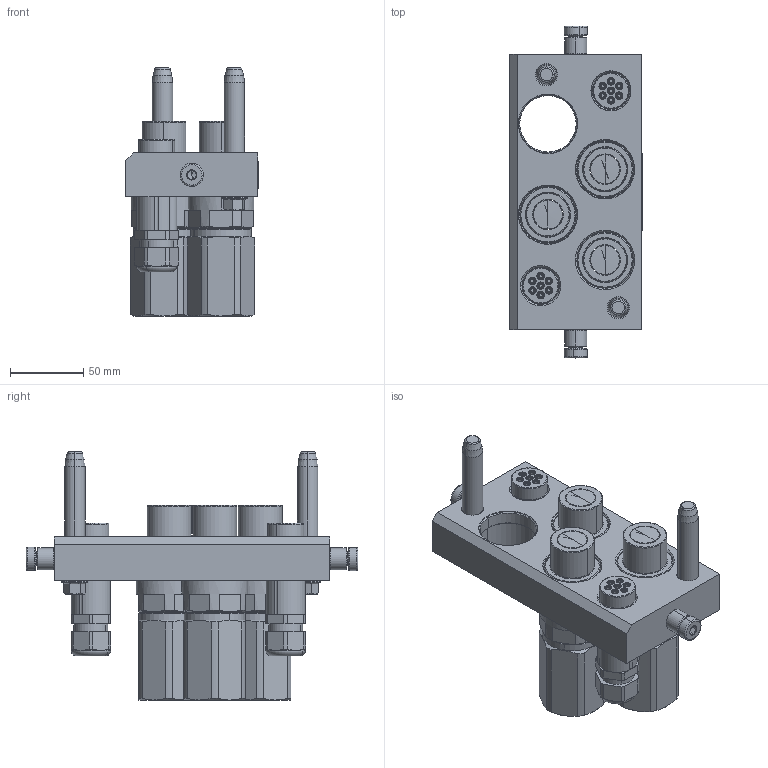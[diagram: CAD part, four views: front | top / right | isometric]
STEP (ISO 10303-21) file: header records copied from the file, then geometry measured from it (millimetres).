
FILE_DESCRIPTION (( 'STEP AP214' ), '1' );
FILE_NAME ('FASTER.step', '2023-01-19T07:17:48', ( '' ), ( '' ), 'SwSTEP 2.0', 'SolidWorks 2017', '' );
FILE_SCHEMA (( 'AUTOMOTIVE_DESIGN' ));
Length unit declared in the file: millimetre
Products named in the file (13): 4830_044_0000_000; 4850_010_8000_000.prt; P6I_M_BASE; FASTER; 4830_013_3000_030; 1540_080_0008_000.prt; 4830_028_1000_011.prt; 3ffnp34_gas_m; et002; corspel08-7_m; conn_7p_m; 4830_021_1000_000.prt
Assembly tree (21 placements, depth 3):
  FASTER
    P6I_M_BASE
      4850_010_8000_000.prt
      4830_021_1000_000.prt  x2
      4830_028_1000_011.prt  x2
      1540_080_0008_000.prt  x2
      4830_013_3000_030  x2
    3ffnp34_gas_m  x3
      3ffnp34_gas_m
    conn_7p_m  x2
      4830_044_0000_000
      corspel08-7_m
    et002
Bounding box: 90.3 x 226.6 x 169.35 mm (x, y, z)
Volume: 2473.8 mm3; surface area: 184385.1 mm2
Topology: 3 solids, 78 shells, 2010 faces, 5906 edges, 3936 vertices
Faces by surface type: plane 983, cylinder 470, cone 348, torus 144, bspline 53, sphere 12
Entity records: 46300 total; most frequent: CARTESIAN_POINT 11884, ORIENTED_EDGE 6065, DIRECTION 5982, EDGE_CURVE 3263, VERTEX_POINT 2153, VECTOR 2028, LINE 2028, AXIS2_PLACEMENT_3D 1977
